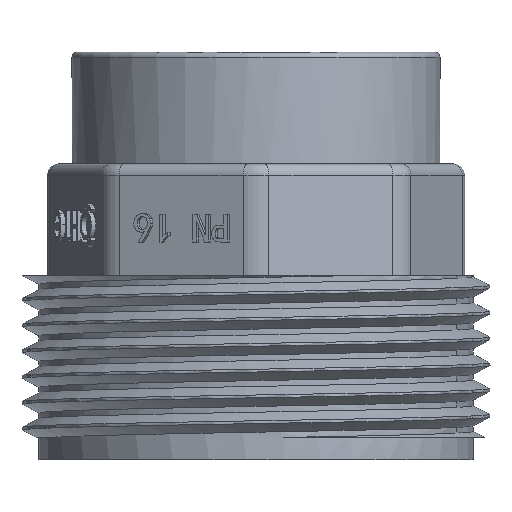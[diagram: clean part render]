
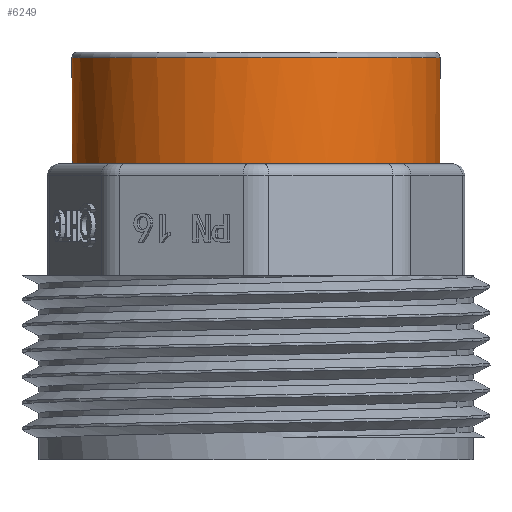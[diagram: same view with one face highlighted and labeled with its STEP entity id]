
A CAD part, front view. The second image highlights one B-rep face of the part: STEP entity #6249.
In plain terms, the highlighted cylindrical face has radius 16.5 mm (diameter 33 mm), a full revolution.
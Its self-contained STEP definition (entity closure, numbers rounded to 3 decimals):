
#449=FACE_OUTER_BOUND('',#842,.T.);
#842=EDGE_LOOP('',(#4663,#4664,#4665,#4666,#4667,#4668,#4669,#4670,#4671,
#4672,#4673,#4674));
#1196=CIRCLE('',#6657,16.5);
#1197=CIRCLE('',#6659,16.5);
#1199=CIRCLE('',#6662,16.5);
#1201=CIRCLE('',#6665,16.5);
#1203=CIRCLE('',#6668,16.5);
#1205=CIRCLE('',#6671,16.5);
#1207=CIRCLE('',#6674,16.5);
#1219=CIRCLE('',#6688,16.5);
#1220=CIRCLE('',#6689,16.5);
#1221=CIRCLE('',#6690,16.5);
#1657=LINE('',#13777,#2282);
#2282=VECTOR('',#7412,16.5);
#3005=VERTEX_POINT('',#13433);
#3008=VERTEX_POINT('',#13438);
#3009=VERTEX_POINT('',#13442);
#3012=VERTEX_POINT('',#13450);
#3015=VERTEX_POINT('',#13458);
#3018=VERTEX_POINT('',#13466);
#3021=VERTEX_POINT('',#13474);
#3024=VERTEX_POINT('',#13482);
#3038=VERTEX_POINT('',#13773);
#3039=VERTEX_POINT('',#13774);
#3651=EDGE_CURVE('',#3008,#3005,#1196,.T.);
#3652=EDGE_CURVE('',#3009,#3008,#1197,.T.);
#3656=EDGE_CURVE('',#3012,#3009,#1199,.T.);
#3660=EDGE_CURVE('',#3015,#3012,#1201,.T.);
#3664=EDGE_CURVE('',#3018,#3015,#1203,.T.);
#3668=EDGE_CURVE('',#3021,#3018,#1205,.T.);
#3672=EDGE_CURVE('',#3024,#3021,#1207,.T.);
#3692=EDGE_CURVE('',#3038,#3039,#1219,.T.);
#3693=EDGE_CURVE('',#3039,#3038,#1220,.T.);
#3694=EDGE_CURVE('',#3038,#3024,#1657,.T.);
#3695=EDGE_CURVE('',#3005,#3024,#1221,.T.);
#4663=ORIENTED_EDGE('',*,*,#3692,.T.);
#4664=ORIENTED_EDGE('',*,*,#3693,.T.);
#4665=ORIENTED_EDGE('',*,*,#3694,.T.);
#4666=ORIENTED_EDGE('',*,*,#3695,.F.);
#4667=ORIENTED_EDGE('',*,*,#3651,.F.);
#4668=ORIENTED_EDGE('',*,*,#3652,.F.);
#4669=ORIENTED_EDGE('',*,*,#3656,.F.);
#4670=ORIENTED_EDGE('',*,*,#3660,.F.);
#4671=ORIENTED_EDGE('',*,*,#3664,.F.);
#4672=ORIENTED_EDGE('',*,*,#3668,.F.);
#4673=ORIENTED_EDGE('',*,*,#3672,.F.);
#4674=ORIENTED_EDGE('',*,*,#3694,.F.);
#6180=CYLINDRICAL_SURFACE('',#6687,16.5);
#6249=ADVANCED_FACE('',(#449),#6180,.T.);
#6657=AXIS2_PLACEMENT_3D('',#13440,#7330,#7331);
#6659=AXIS2_PLACEMENT_3D('',#13443,#7334,#7335);
#6662=AXIS2_PLACEMENT_3D('',#13451,#7342,#7343);
#6665=AXIS2_PLACEMENT_3D('',#13459,#7350,#7351);
#6668=AXIS2_PLACEMENT_3D('',#13467,#7358,#7359);
#6671=AXIS2_PLACEMENT_3D('',#13475,#7366,#7367);
#6674=AXIS2_PLACEMENT_3D('',#13483,#7374,#7375);
#6687=AXIS2_PLACEMENT_3D('',#13772,#7406,#7407);
#6688=AXIS2_PLACEMENT_3D('',#13775,#7408,#7409);
#6689=AXIS2_PLACEMENT_3D('',#13776,#7410,#7411);
#6690=AXIS2_PLACEMENT_3D('',#13778,#7413,#7414);
#7330=DIRECTION('center_axis',(0.,0.,-1.));
#7331=DIRECTION('ref_axis',(0.924,-0.383,0.));
#7334=DIRECTION('center_axis',(0.,0.,-1.));
#7335=DIRECTION('ref_axis',(0.924,-0.383,0.));
#7342=DIRECTION('center_axis',(0.,0.,-1.));
#7343=DIRECTION('ref_axis',(0.924,-0.383,0.));
#7350=DIRECTION('center_axis',(0.,0.,-1.));
#7351=DIRECTION('ref_axis',(0.924,-0.383,0.));
#7358=DIRECTION('center_axis',(0.,0.,-1.));
#7359=DIRECTION('ref_axis',(0.924,-0.383,0.));
#7366=DIRECTION('center_axis',(0.,0.,-1.));
#7367=DIRECTION('ref_axis',(0.924,-0.383,0.));
#7374=DIRECTION('center_axis',(0.,0.,-1.));
#7375=DIRECTION('ref_axis',(0.924,-0.383,0.));
#7406=DIRECTION('center_axis',(0.,0.,1.));
#7407=DIRECTION('ref_axis',(-0.924,0.383,0.));
#7408=DIRECTION('center_axis',(0.,0.,-1.));
#7409=DIRECTION('ref_axis',(0.924,-0.383,0.));
#7410=DIRECTION('center_axis',(0.,0.,-1.));
#7411=DIRECTION('ref_axis',(0.924,-0.383,0.));
#7412=DIRECTION('',(0.,0.,-1.));
#7413=DIRECTION('center_axis',(0.,0.,-1.));
#7414=DIRECTION('ref_axis',(0.924,-0.383,0.));
#13433=CARTESIAN_POINT('',(15.244,6.314,26.5));
#13438=CARTESIAN_POINT('',(6.314,15.244,26.5));
#13440=CARTESIAN_POINT('Origin',(0.,0.,26.5));
#13442=CARTESIAN_POINT('',(-6.314,15.244,26.5));
#13443=CARTESIAN_POINT('Origin',(0.,0.,26.5));
#13450=CARTESIAN_POINT('',(-15.244,6.314,26.5));
#13451=CARTESIAN_POINT('Origin',(0.,0.,26.5));
#13458=CARTESIAN_POINT('',(-15.244,-6.314,26.5));
#13459=CARTESIAN_POINT('Origin',(0.,0.,26.5));
#13466=CARTESIAN_POINT('',(-6.314,-15.244,26.5));
#13467=CARTESIAN_POINT('Origin',(0.,0.,26.5));
#13474=CARTESIAN_POINT('',(6.314,-15.244,26.5));
#13475=CARTESIAN_POINT('Origin',(0.,0.,26.5));
#13482=CARTESIAN_POINT('',(15.244,-6.314,26.5));
#13483=CARTESIAN_POINT('Origin',(0.,0.,26.5));
#13772=CARTESIAN_POINT('Origin',(0.,0.,36.5));
#13773=CARTESIAN_POINT('',(15.244,-6.314,36.));
#13774=CARTESIAN_POINT('',(-15.244,6.314,36.));
#13775=CARTESIAN_POINT('Origin',(0.,0.,36.));
#13776=CARTESIAN_POINT('Origin',(0.,0.,36.));
#13777=CARTESIAN_POINT('',(15.244,-6.314,36.5));
#13778=CARTESIAN_POINT('Origin',(0.,0.,26.5));
